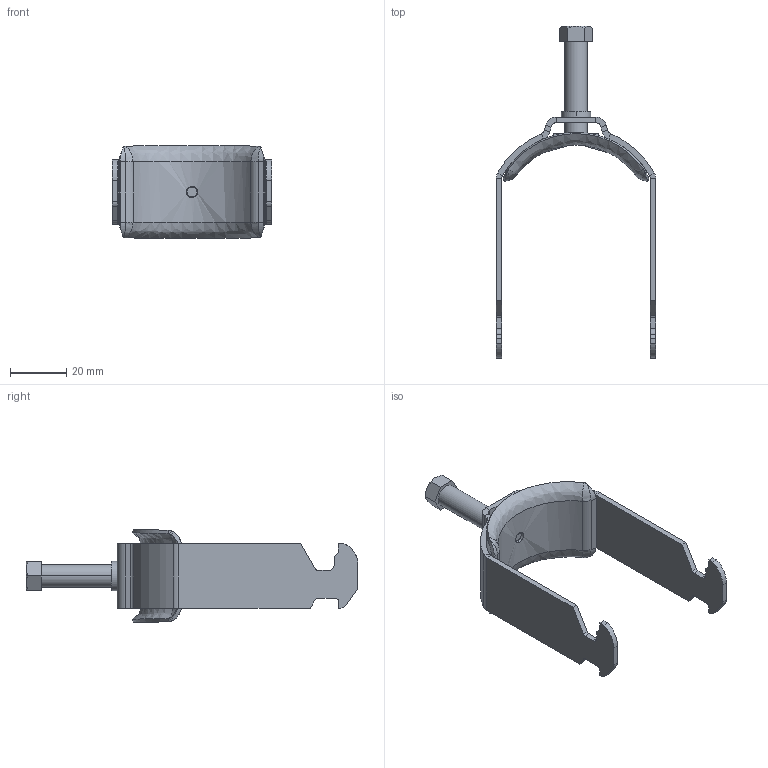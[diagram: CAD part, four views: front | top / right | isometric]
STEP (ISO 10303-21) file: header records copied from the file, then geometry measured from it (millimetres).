
FILE_DESCRIPTION(/* description */ (''),/* implementation_level */ '2;1');
FILE_NAME(/* name */ '1156071',/* time_stamp */ '2015-11-19T08:38:46+01:00',/* author */ (''),/* organization */ (''),/* preprocessor_version */ 'ST-DEVELOPER v15',/* originating_system */ '',/* authorisation */ '');
FILE_SCHEMA (('CONFIG_CONTROL_DESIGN'));
Length unit declared in the file: millimetre
Products named in the file (2): Document; Block 01
Assembly tree (1 placements, depth 2):
  Document
    Block 01
Bounding box: 57 x 118.5 x 33.09 mm (x, y, z)
Volume: 14148.3 mm3; surface area: 15596.7 mm2
Topology: 3 solids, 3 shells, 238 faces, 573 edges, 352 vertices
Faces by surface type: bspline 119, plane 119
Entity records: 9929 total; most frequent: CARTESIAN_POINT 6081, ORIENTED_EDGE 1146, EDGE_CURVE 573, B_SPLINE_CURVE_WITH_KNOTS 437, VERTEX_POINT 352, EDGE_LOOP 253, ADVANCED_FACE 238, FACE_OUTER_BOUND 238
